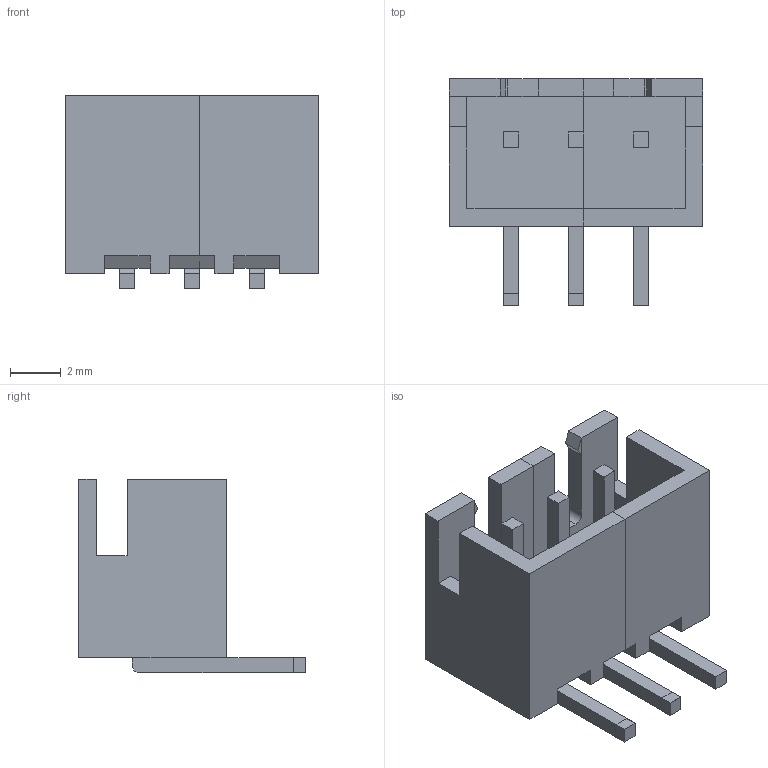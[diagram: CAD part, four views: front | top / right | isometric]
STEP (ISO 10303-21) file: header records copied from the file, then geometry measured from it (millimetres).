
FILE_DESCRIPTION(('STEP AP214'), '1');
FILE_NAME('XH2_54-3', '', ('UNSPECIFIED'), ('UNSPECIFIED'), 'ASCON STEP Converter 1.3', 'ASCON Math Kernel', '');
FILE_SCHEMA(('AUTOMOTIVE_DESIGN { 1 0 10303 214 3 1 1}'));
Length unit declared in the file: millimetre
Products named in the file (3): User Library-XH2.54-4P-R
Assembly tree (2 placements, depth 2):
  (unnamed)
    User Library-XH2.54-4P-R
    User Library-XH2.54-4P-R
Bounding box: 9.96 x 8.9 x 7.6 mm (x, y, z)
Volume: 203.8 mm3; surface area: 574.6 mm2
Topology: 6 solids, 6 shells, 115 faces, 297 edges, 198 vertices
Faces by surface type: plane 107, cylinder 8
Entity records: 4543 total; most frequent: CARTESIAN_POINT 613, ORIENTED_EDGE 594, DIRECTION 549, EDGE_CURVE 297, LINE 281, VECTOR 281, VERTEX_POINT 198, AXIS2_PLACEMENT_3D 134
